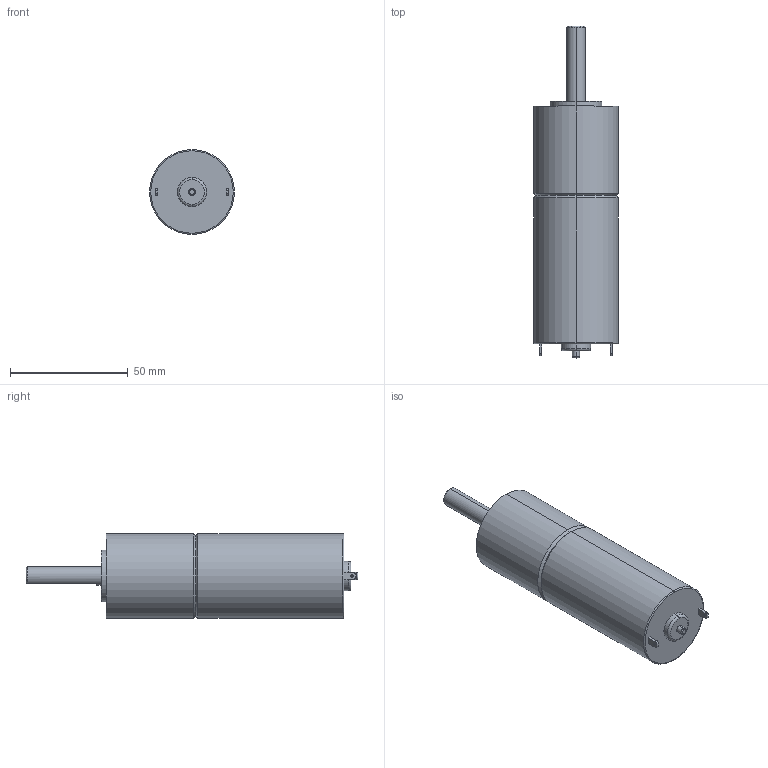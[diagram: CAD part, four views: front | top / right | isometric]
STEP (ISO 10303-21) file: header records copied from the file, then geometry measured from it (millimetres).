
FILE_DESCRIPTION (( 'STEP AP214' ), '1' );
FILE_NAME ('36mm DC Geared Motor行星减速直流电机.step', '2016-10-28T07:03:18', ( 'dell' ), ( '' ), 'SwSTEP 2.0', 'SolidWorks 2013', '' );
FILE_SCHEMA (( 'AUTOMOTIVE_DESIGN' ));
Length unit declared in the file: millimetre
Products named in the file (1): 36mm DC Geared Motor行星减速直流电机
Bounding box: 36 x 141 x 36 mm (x, y, z)
Volume: 104991.7 mm3; surface area: 15070.7 mm2
Topology: 1 solids, 1 shells, 65 faces, 151 edges, 90 vertices
Faces by surface type: cylinder 28, plane 18, cone 13, torus 6
Entity records: 2088 total; most frequent: DIRECTION 346, CARTESIAN_POINT 305, ORIENTED_EDGE 286, EDGE_CURVE 143, AXIS2_PLACEMENT_3D 139, VERTEX_POINT 90, EDGE_LOOP 79, CIRCLE 73
